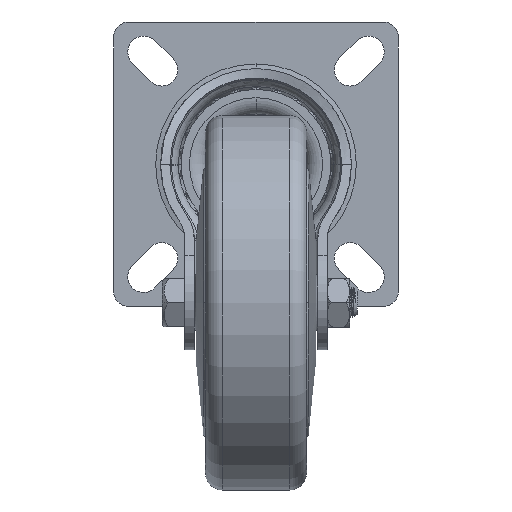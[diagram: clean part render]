
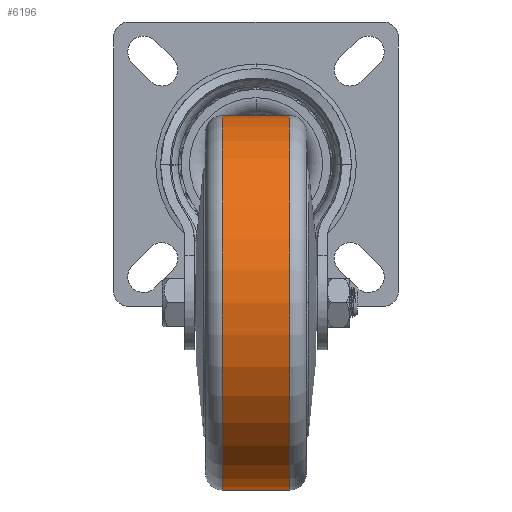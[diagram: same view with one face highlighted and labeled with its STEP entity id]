
A CAD part, front view. The second image highlights one B-rep face of the part: STEP entity #6196.
In plain terms, the highlighted cylindrical face has radius 50 mm (diameter 100 mm), a partial arc.
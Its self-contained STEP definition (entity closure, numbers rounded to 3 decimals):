
#111 = DIRECTION ( 'NONE',  ( 1., 0., 0. ) ) ;
#2749 = CIRCLE ( 'NONE', #28825, 50. ) ;
#4717 = LINE ( 'NONE', #21538, #18448 ) ;
#5095 = CARTESIAN_POINT ( 'NONE',  ( -9., 11.5, -87. ) ) ;
#5108 = DIRECTION ( 'NONE',  ( 0., 0., 1. ) ) ;
#5247 = DIRECTION ( 'NONE',  ( -1., 0., 0. ) ) ;
#5779 = DIRECTION ( 'NONE',  ( -1., 0., 0. ) ) ;
#6050 = DIRECTION ( 'NONE',  ( 0., 0., -1. ) ) ;
#6196 = ADVANCED_FACE ( 'NONE', ( #28336 ), #27516, .T. ) ;
#6407 = LINE ( 'NONE', #18933, #10113 ) ;
#7636 = VERTEX_POINT ( 'NONE', #20539 ) ;
#7899 = DIRECTION ( 'NONE',  ( 0., 0., -1. ) ) ;
#9322 = CARTESIAN_POINT ( 'NONE',  ( 9., 11.5, 13. ) ) ;
#10113 = VECTOR ( 'NONE', #13700, 1000. ) ;
#10165 = CARTESIAN_POINT ( 'NONE',  ( 9., 11.5, -87. ) ) ;
#11751 = VERTEX_POINT ( 'NONE', #10165 ) ;
#12220 = EDGE_LOOP ( 'NONE', ( #28219, #21156, #20912, #22700 ) ) ;
#13700 = DIRECTION ( 'NONE',  ( -1., 0., 0. ) ) ;
#16610 = CIRCLE ( 'NONE', #18183, 50. ) ;
#17500 = AXIS2_PLACEMENT_3D ( 'NONE', #26425, #111, #5108 ) ;
#18183 = AXIS2_PLACEMENT_3D ( 'NONE', #19411, #27467, #6050 ) ;
#18448 = VECTOR ( 'NONE', #5779, 1000. ) ;
#18933 = CARTESIAN_POINT ( 'NONE',  ( 9., 11.5, -87. ) ) ;
#19116 = VERTEX_POINT ( 'NONE', #5095 ) ;
#19411 = CARTESIAN_POINT ( 'NONE',  ( 9., 11.5, -37. ) ) ;
#20285 = EDGE_CURVE ( 'NONE', #19116, #7636, #2749, .T. ) ;
#20539 = CARTESIAN_POINT ( 'NONE',  ( -9., 11.5, 13. ) ) ;
#20912 = ORIENTED_EDGE ( 'NONE', *, *, #21094, .F. ) ;
#21094 = EDGE_CURVE ( 'NONE', #11751, #19116, #6407, .T. ) ;
#21156 = ORIENTED_EDGE ( 'NONE', *, *, #20285, .F. ) ;
#21538 = CARTESIAN_POINT ( 'NONE',  ( 9., 11.5, 13. ) ) ;
#22700 = ORIENTED_EDGE ( 'NONE', *, *, #30384, .T. ) ;
#26425 = CARTESIAN_POINT ( 'NONE',  ( -14.85, 11.5, -37. ) ) ;
#27467 = DIRECTION ( 'NONE',  ( -1., 0., 0. ) ) ;
#27516 = CYLINDRICAL_SURFACE ( 'NONE', #17500, 50. ) ;
#28219 = ORIENTED_EDGE ( 'NONE', *, *, #28543, .T. ) ;
#28336 = FACE_OUTER_BOUND ( 'NONE', #12220, .T. ) ;
#28543 = EDGE_CURVE ( 'NONE', #32755, #7636, #4717, .T. ) ;
#28825 = AXIS2_PLACEMENT_3D ( 'NONE', #34334, #5247, #7899 ) ;
#30384 = EDGE_CURVE ( 'NONE', #11751, #32755, #16610, .T. ) ;
#32755 = VERTEX_POINT ( 'NONE', #9322 ) ;
#34334 = CARTESIAN_POINT ( 'NONE',  ( -9., 11.5, -37. ) ) ;
